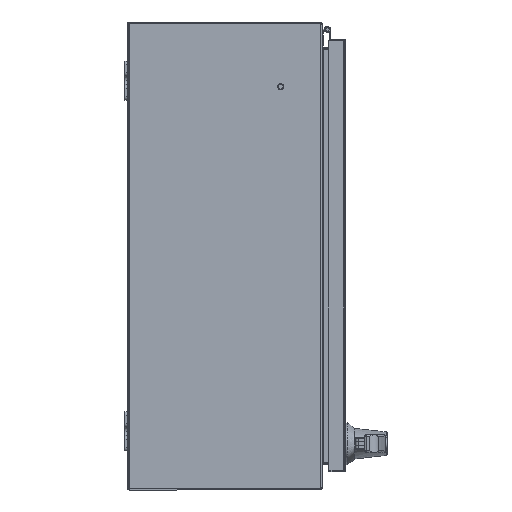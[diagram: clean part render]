
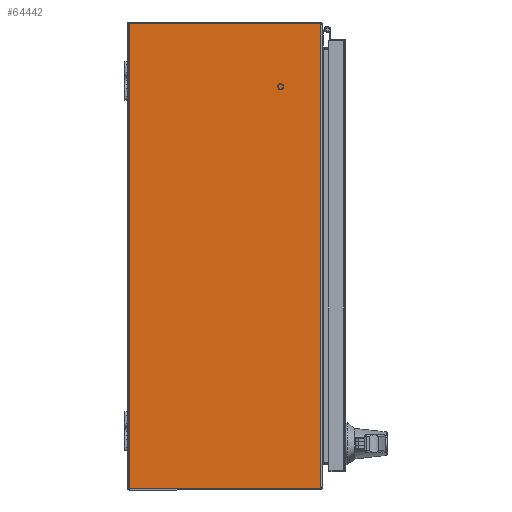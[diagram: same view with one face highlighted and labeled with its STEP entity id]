
A CAD part, front view. The second image highlights one B-rep face of the part: STEP entity #64442.
In plain terms, the highlighted face is planar.
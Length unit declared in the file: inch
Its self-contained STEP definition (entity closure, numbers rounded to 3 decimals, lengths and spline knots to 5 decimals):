
#2512 = VERTEX_POINT ( 'NONE', #103638 ) ;
#3354 = DIRECTION ( 'NONE',  ( 0., -1., 0. ) ) ;
#7224 = VECTOR ( 'NONE', #28959, 39.37008 ) ;
#7707 = CARTESIAN_POINT ( 'NONE',  ( 11.92789, 0., -15. ) ) ;
#9453 = VERTEX_POINT ( 'NONE', #105905 ) ;
#12284 = CARTESIAN_POINT ( 'NONE',  ( -11.92789, -0.108, -15. ) ) ;
#21706 = VERTEX_POINT ( 'NONE', #12284 ) ;
#21942 = ORIENTED_EDGE ( 'NONE', *, *, #72518, .F. ) ;
#23292 = ORIENTED_EDGE ( 'NONE', *, *, #37934, .F. ) ;
#23404 = EDGE_LOOP ( 'NONE', ( #66848, #21942, #37370, #44992, #59983, #23292 ) ) ;
#25048 = CARTESIAN_POINT ( 'NONE',  ( -11.82789, -9.85871, -15. ) ) ;
#25058 = AXIS2_PLACEMENT_3D ( 'NONE', #99647, #57991, #49194 ) ;
#26081 = CARTESIAN_POINT ( 'NONE',  ( 11.92789, -9.85871, -15. ) ) ;
#26216 = LINE ( 'NONE', #27331, #61932 ) ;
#27331 = CARTESIAN_POINT ( 'NONE',  ( -11.92789, 0., -15. ) ) ;
#27460 = DIRECTION ( 'NONE',  ( -1., 0., 0. ) ) ;
#28959 = DIRECTION ( 'NONE',  ( 1., 0., 0. ) ) ;
#29629 = LINE ( 'NONE', #46374, #7224 ) ;
#32178 = PLANE ( 'NONE',  #25058 ) ;
#35441 = LINE ( 'NONE', #7707, #77664 ) ;
#36295 = CARTESIAN_POINT ( 'NONE',  ( 11.92218, -9.892, -15. ) ) ;
#36369 = VERTEX_POINT ( 'NONE', #81710 ) ;
#37370 = ORIENTED_EDGE ( 'NONE', *, *, #44311, .F. ) ;
#37406 = LINE ( 'NONE', #86101, #41454 ) ;
#37467 = EDGE_CURVE ( 'NONE', #21706, #9453, #26216, .T. ) ;
#37934 = EDGE_CURVE ( 'NONE', #71796, #36369, #35441, .T. ) ;
#41454 = VECTOR ( 'NONE', #27460, 39.37008 ) ;
#42106 = DIRECTION ( 'NONE',  ( 0., 1., 0. ) ) ;
#44311 = EDGE_CURVE ( 'NONE', #9453, #2512, #106721, .T. ) ;
#44992 = ORIENTED_EDGE ( 'NONE', *, *, #37467, .F. ) ;
#46374 = CARTESIAN_POINT ( 'NONE',  ( -83.406, -9.892, -15. ) ) ;
#49194 = DIRECTION ( 'NONE',  ( 1., 0., 0. ) ) ;
#52544 = EDGE_CURVE ( 'NONE', #72994, #71796, #108368, .T. ) ;
#57991 = DIRECTION ( 'NONE',  ( 0., 0., 1. ) ) ;
#59780 = EDGE_CURVE ( 'NONE', #36369, #21706, #37406, .T. ) ;
#59983 = ORIENTED_EDGE ( 'NONE', *, *, #59780, .F. ) ;
#60227 = FACE_OUTER_BOUND ( 'NONE', #23404, .T. ) ;
#61932 = VECTOR ( 'NONE', #3354, 39.37008 ) ;
#64442 = ADVANCED_FACE ( 'NONE', ( #60227 ), #32178, .F. ) ;
#66848 = ORIENTED_EDGE ( 'NONE', *, *, #52544, .F. ) ;
#68966 = AXIS2_PLACEMENT_3D ( 'NONE', #109306, #90883, #100455 ) ;
#71796 = VERTEX_POINT ( 'NONE', #26081 ) ;
#72518 = EDGE_CURVE ( 'NONE', #2512, #72994, #29629, .T. ) ;
#72994 = VERTEX_POINT ( 'NONE', #36295 ) ;
#73166 = AXIS2_PLACEMENT_3D ( 'NONE', #25048, #84047, #75964 ) ;
#75964 = DIRECTION ( 'NONE',  ( -1., 0., 0. ) ) ;
#77664 = VECTOR ( 'NONE', #42106, 39.37008 ) ;
#81710 = CARTESIAN_POINT ( 'NONE',  ( 11.92789, -0.108, -15. ) ) ;
#84047 = DIRECTION ( 'NONE',  ( 0., 0., 1. ) ) ;
#86101 = CARTESIAN_POINT ( 'NONE',  ( 11.892, -0.108, -15. ) ) ;
#90883 = DIRECTION ( 'NONE',  ( 0., 0., 1. ) ) ;
#99647 = CARTESIAN_POINT ( 'NONE',  ( -83.406, 0., -15. ) ) ;
#100455 = DIRECTION ( 'NONE',  ( 1., 0., 0. ) ) ;
#103638 = CARTESIAN_POINT ( 'NONE',  ( -11.92218, -9.892, -15. ) ) ;
#105905 = CARTESIAN_POINT ( 'NONE',  ( -11.92789, -9.85871, -15. ) ) ;
#106721 = CIRCLE ( 'NONE', #73166, 0.1 ) ;
#108368 = CIRCLE ( 'NONE', #68966, 0.1 ) ;
#109306 = CARTESIAN_POINT ( 'NONE',  ( 11.82789, -9.85871, -15. ) ) ;
